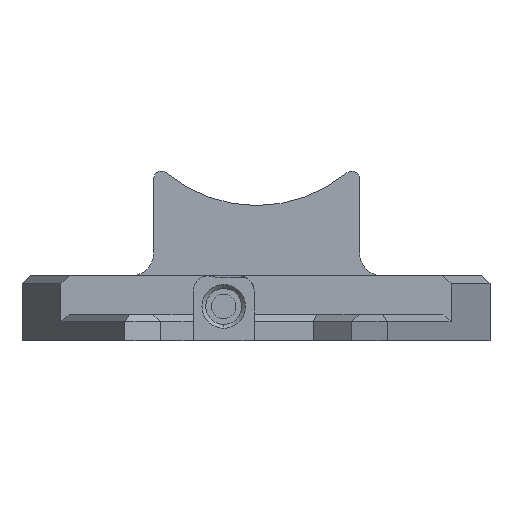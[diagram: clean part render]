
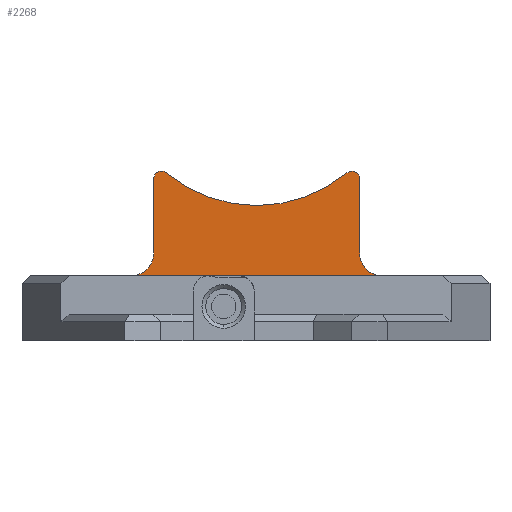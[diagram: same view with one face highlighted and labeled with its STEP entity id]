
A CAD part, front view. The second image highlights one B-rep face of the part: STEP entity #2268.
In plain terms, the highlighted planar face has unit normal (0, -1, 0).
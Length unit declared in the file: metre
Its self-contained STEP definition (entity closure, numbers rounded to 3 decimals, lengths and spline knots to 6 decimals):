
#53=PLANE('',#2516);
#293=LINE('',#3858,#491);
#294=LINE('',#3860,#492);
#295=LINE('',#3861,#493);
#491=VECTOR('',#3126,1.);
#492=VECTOR('',#3129,1.);
#493=VECTOR('',#3130,1.);
#881=ORIENTED_EDGE('',*,*,#1451,.F.);
#882=ORIENTED_EDGE('',*,*,#1449,.F.);
#883=ORIENTED_EDGE('',*,*,#1448,.F.);
#884=ORIENTED_EDGE('',*,*,#1452,.T.);
#885=ORIENTED_EDGE('',*,*,#1445,.F.);
#886=ORIENTED_EDGE('',*,*,#1444,.F.);
#887=ORIENTED_EDGE('',*,*,#1453,.F.);
#888=ORIENTED_EDGE('',*,*,#1336,.T.);
#889=ORIENTED_EDGE('',*,*,#1454,.F.);
#890=ORIENTED_EDGE('',*,*,#1332,.T.);
#1332=EDGE_CURVE('',#1641,#1642,#1789,.T.);
#1336=EDGE_CURVE('',#1645,#1646,#1791,.T.);
#1444=EDGE_CURVE('',#1703,#1704,#1823,.T.);
#1445=EDGE_CURVE('',#1704,#1705,#1824,.T.);
#1448=EDGE_CURVE('',#1706,#1707,#1825,.T.);
#1449=EDGE_CURVE('',#1707,#1708,#1826,.T.);
#1451=EDGE_CURVE('',#1708,#1642,#293,.T.);
#1452=EDGE_CURVE('',#1706,#1705,#1827,.T.);
#1453=EDGE_CURVE('',#1645,#1703,#294,.T.);
#1454=EDGE_CURVE('',#1641,#1646,#295,.T.);
#1641=VERTEX_POINT('',#3632);
#1642=VERTEX_POINT('',#3633);
#1645=VERTEX_POINT('',#3641);
#1646=VERTEX_POINT('',#3642);
#1703=VERTEX_POINT('',#3843);
#1704=VERTEX_POINT('',#3845);
#1705=VERTEX_POINT('',#3847);
#1706=VERTEX_POINT('',#3851);
#1707=VERTEX_POINT('',#3853);
#1708=VERTEX_POINT('',#3855);
#1789=CIRCLE('',#2439,0.003);
#1791=CIRCLE('',#2442,0.003);
#1823=CIRCLE('',#2511,0.001);
#1824=CIRCLE('',#2512,0.001);
#1825=CIRCLE('',#2514,0.001);
#1826=CIRCLE('',#2515,0.001);
#1827=CIRCLE('',#2517,0.01845);
#1940=EDGE_LOOP('',(#881,#882,#883,#884,#885,#886,#887,#888,#889,#890));
#2102=FACE_BOUND('',#1940,.T.);
#2268=ADVANCED_FACE('',(#2102),#53,.F.);
#2439=AXIS2_PLACEMENT_3D('',#3631,#2889,#2890);
#2442=AXIS2_PLACEMENT_3D('',#3640,#2897,#2898);
#2511=AXIS2_PLACEMENT_3D('',#3844,#3111,#3112);
#2512=AXIS2_PLACEMENT_3D('',#3846,#3113,#3114);
#2514=AXIS2_PLACEMENT_3D('',#3852,#3119,#3120);
#2515=AXIS2_PLACEMENT_3D('',#3854,#3121,#3122);
#2516=AXIS2_PLACEMENT_3D('',#3857,#3124,#3125);
#2517=AXIS2_PLACEMENT_3D('',#3859,#3127,#3128);
#2889=DIRECTION('',(0.,1.,0.));
#2890=DIRECTION('',(0.,0.,1.));
#2897=DIRECTION('',(0.,1.,0.));
#2898=DIRECTION('',(0.,0.,1.));
#3111=DIRECTION('',(0.,1.,0.));
#3112=DIRECTION('',(0.,0.,1.));
#3113=DIRECTION('',(0.,1.,0.));
#3114=DIRECTION('',(0.,0.,1.));
#3119=DIRECTION('',(0.,1.,0.));
#3120=DIRECTION('',(0.,0.,1.));
#3121=DIRECTION('',(0.,1.,0.));
#3122=DIRECTION('',(0.,0.,1.));
#3124=DIRECTION('',(0.,1.,0.));
#3125=DIRECTION('',(-1.,0.,0.));
#3126=DIRECTION('',(0.,0.,-1.));
#3127=DIRECTION('',(0.,1.,0.));
#3128=DIRECTION('',(0.,0.,1.));
#3129=DIRECTION('',(0.,0.,1.));
#3130=DIRECTION('',(-1.,0.,0.));
#3631=CARTESIAN_POINT('',(0.143226,0.163863,0.156238));
#3632=CARTESIAN_POINT('',(0.143226,0.163863,0.153238));
#3633=CARTESIAN_POINT('',(0.140226,0.163863,0.156238));
#3640=CARTESIAN_POINT('',(0.110335,0.163863,0.156238));
#3641=CARTESIAN_POINT('',(0.113335,0.163863,0.156238));
#3642=CARTESIAN_POINT('',(0.110335,0.163863,0.153238));
#3843=CARTESIAN_POINT('',(0.113335,0.163863,0.165925));
#3844=CARTESIAN_POINT('',(0.114335,0.163863,0.165925));
#3845=CARTESIAN_POINT('',(0.114335,0.163863,0.166925));
#3846=CARTESIAN_POINT('',(0.114335,0.163863,0.165925));
#3847=CARTESIAN_POINT('',(0.114975,0.163863,0.166693));
#3851=CARTESIAN_POINT('',(0.138586,0.163863,0.166693));
#3852=CARTESIAN_POINT('',(0.139226,0.163863,0.165925));
#3853=CARTESIAN_POINT('',(0.139226,0.163863,0.166925));
#3854=CARTESIAN_POINT('',(0.139226,0.163863,0.165925));
#3855=CARTESIAN_POINT('',(0.140226,0.163863,0.165925));
#3857=CARTESIAN_POINT('',(0.12678,0.163863,0.16008));
#3858=CARTESIAN_POINT('',(0.140226,0.163863,0.161081));
#3859=CARTESIAN_POINT('',(0.12678,0.163863,0.180872));
#3860=CARTESIAN_POINT('',(0.113335,0.163863,0.161081));
#3861=CARTESIAN_POINT('',(0.126946,0.163863,0.153238));
